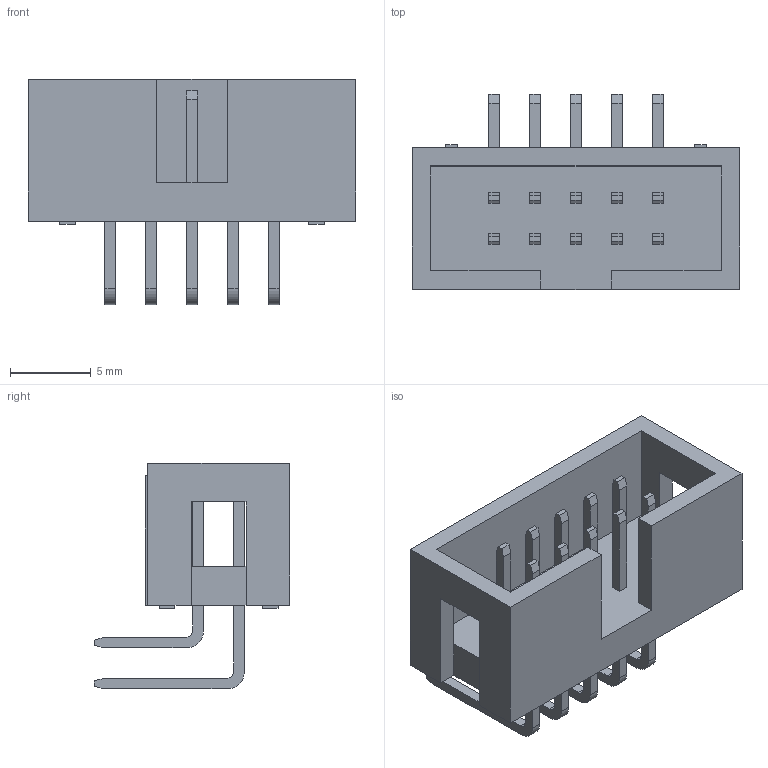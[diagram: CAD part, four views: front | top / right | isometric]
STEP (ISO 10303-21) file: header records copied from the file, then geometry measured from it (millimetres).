
FILE_DESCRIPTION(('STEP AP214'),'1');
FILE_NAME('header_awhw10a-0502-t.stp','2020-03-16T08:02:32',('TraceParts'),('TraceParts S.A.'),'Spatial InterOp 3D',' ',' ');
FILE_SCHEMA(('AUTOMOTIVE_DESIGN { 1 0 10303 214 1 1 1 1 }'));
Length unit declared in the file: millimetre
Products named in the file (1): header_awhw10a-0502-t
Bounding box: 20.32 x 12.1 x 13.98 mm (x, y, z)
Volume: 811.3 mm3; surface area: 1546.2 mm2
Topology: 1 solids, 1 shells, 230 faces, 620 edges, 412 vertices
Faces by surface type: plane 210, cylinder 20
Entity records: 8956 total; most frequent: CARTESIAN_POINT 1263, ORIENTED_EDGE 1240, DIRECTION 1122, EDGE_CURVE 620, LINE 580, VECTOR 580, VERTEX_POINT 412, AXIS2_PLACEMENT_3D 271
